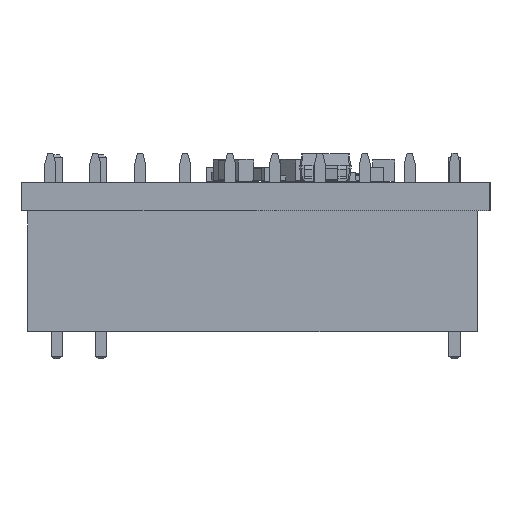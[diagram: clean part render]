
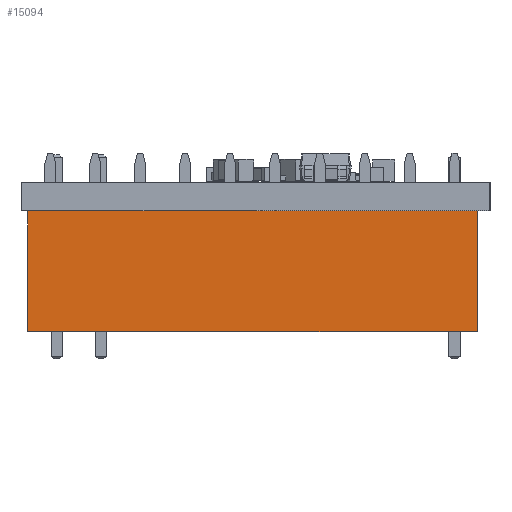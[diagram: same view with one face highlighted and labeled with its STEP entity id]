
A CAD part, left-side view. The second image highlights one B-rep face of the part: STEP entity #15094.
In plain terms, the highlighted planar face has unit normal (-1, 0, 0).
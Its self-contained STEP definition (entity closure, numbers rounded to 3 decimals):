
#12871 = VERTEX_POINT('',#12872);
#12872 = CARTESIAN_POINT('',(-3.81,-24.13,0.));
#12880 = EDGE_CURVE('',#12871,#12881,#12883,.T.);
#12881 = VERTEX_POINT('',#12882);
#12882 = CARTESIAN_POINT('',(-3.81,-24.13,7.));
#12883 = LINE('',#12884,#12885);
#12884 = CARTESIAN_POINT('',(-3.81,-24.13,0.));
#12885 = VECTOR('',#12886,1.);
#12886 = DIRECTION('',(0.,0.,1.));
#12943 = VERTEX_POINT('',#12944);
#12944 = CARTESIAN_POINT('',(-3.81,1.27,7.));
#12950 = EDGE_CURVE('',#12951,#12943,#12953,.T.);
#12951 = VERTEX_POINT('',#12952);
#12952 = CARTESIAN_POINT('',(-3.81,1.27,0.));
#12953 = LINE('',#12954,#12955);
#12954 = CARTESIAN_POINT('',(-3.81,1.27,0.));
#12955 = VECTOR('',#12956,1.);
#12956 = DIRECTION('',(0.,0.,1.));
#13015 = EDGE_CURVE('',#12943,#12881,#13016,.T.);
#13016 = LINE('',#13017,#13018);
#13017 = CARTESIAN_POINT('',(-3.81,1.27,7.));
#13018 = VECTOR('',#13019,1.);
#13019 = DIRECTION('',(0.,-1.,0.));
#13717 = EDGE_CURVE('',#12951,#12871,#13718,.T.);
#13718 = LINE('',#13719,#13720);
#13719 = CARTESIAN_POINT('',(-3.81,1.27,0.));
#13720 = VECTOR('',#13721,1.);
#13721 = DIRECTION('',(0.,-1.,0.));
#15094 = ADVANCED_FACE('',(#15095),#15101,.F.);
#15095 = FACE_BOUND('',#15096,.F.);
#15096 = EDGE_LOOP('',(#15097,#15098,#15099,#15100));
#15097 = ORIENTED_EDGE('',*,*,#12950,.T.);
#15098 = ORIENTED_EDGE('',*,*,#13015,.T.);
#15099 = ORIENTED_EDGE('',*,*,#12880,.F.);
#15100 = ORIENTED_EDGE('',*,*,#13717,.F.);
#15101 = PLANE('',#15102);
#15102 = AXIS2_PLACEMENT_3D('',#15103,#15104,#15105);
#15103 = CARTESIAN_POINT('',(-3.81,1.27,0.));
#15104 = DIRECTION('',(1.,0.,0.));
#15105 = DIRECTION('',(0.,-1.,0.));
